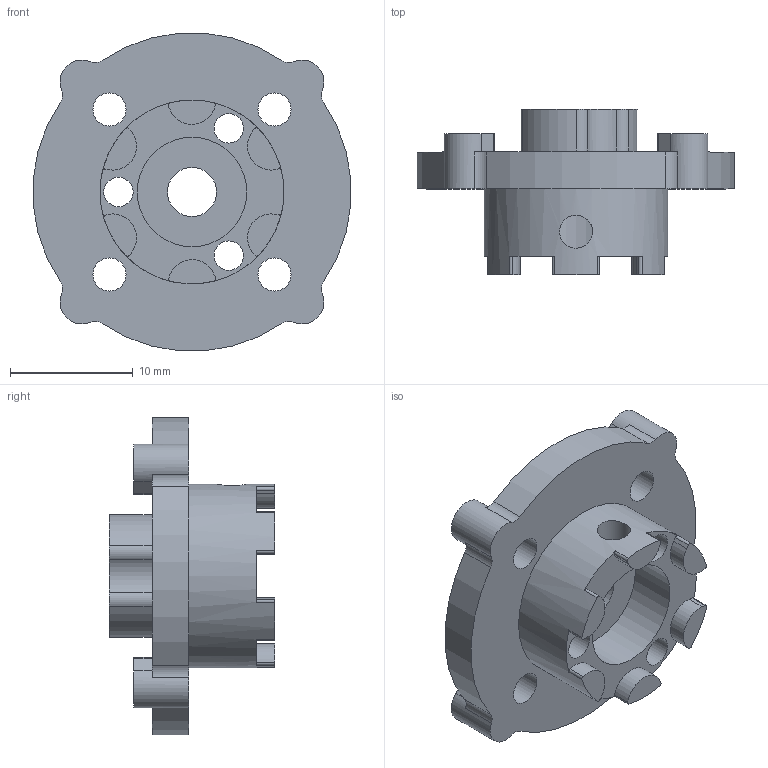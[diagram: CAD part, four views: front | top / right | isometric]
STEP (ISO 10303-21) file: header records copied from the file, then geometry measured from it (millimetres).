
FILE_DESCRIPTION(/* description */ ('STEP AP214'),/* implementation_level */ '2;1');
FILE_NAME(/* name */ 'BladeHubV1.ipt.step',/* time_stamp */ '2024-02-27T11:28:36-06:00',/* author */ ('Kurtis'),/* organization */ (''),/* preprocessor_version */ 'ST-DEVELOPER v18',/* originating_system */ 'Autodesk Inventor 2020',/* authorisation */ '');
FILE_SCHEMA (('AUTOMOTIVE_DESIGN { 1 0 10303 214 3 1 1 }'));
Length unit declared in the file: millimetre
Products named in the file (1): BladeHubV1
Bounding box: 25.9 x 13.5 x 25.9 mm (x, y, z)
Volume: 2398.7 mm3; surface area: 2302.7 mm2
Topology: 1 solids, 1 shells, 101 faces, 313 edges, 212 vertices
Faces by surface type: cylinder 75, plane 23, cone 3
Full cylindrical faces by diameter (mm): 2.4 x3, 2.705 x5, 4 x1, 8.94 x1, 15 x1
Entity records: 3764 total; most frequent: DIRECTION 704, CARTESIAN_POINT 697, ORIENTED_EDGE 626, EDGE_CURVE 313, AXIS2_PLACEMENT_3D 295, VERTEX_POINT 212, CIRCLE 193, EDGE_LOOP 117
